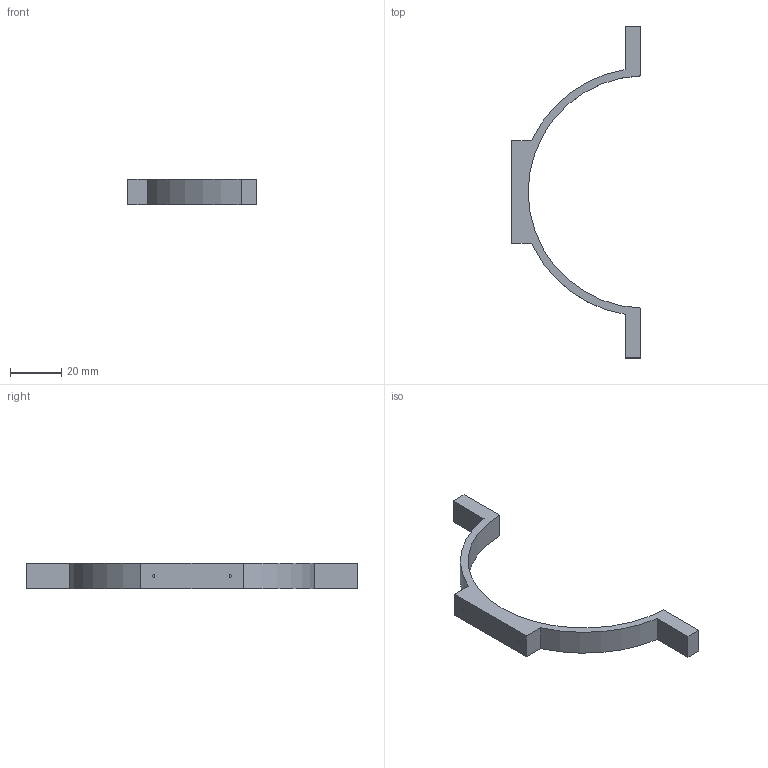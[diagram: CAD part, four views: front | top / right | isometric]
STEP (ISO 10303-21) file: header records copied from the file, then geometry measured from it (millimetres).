
FILE_DESCRIPTION(('FreeCAD Model'),'2;1');
FILE_NAME('Open CASCADE Shape Model','2023-06-23T10:55:01',(''),(''), 'Open CASCADE STEP processor 7.6','FreeCAD','Unknown');
FILE_SCHEMA(('AUTOMOTIVE_DESIGN { 1 0 10303 214 1 1 1 1 }'));
Length unit declared in the file: millimetre
Products named in the file (1): TopMiddel1
Bounding box: 50.5 x 130 x 10 mm (x, y, z)
Volume: 8284.8 mm3; surface area: 5516.9 mm2
Topology: 1 solids, 2 shells, 23 faces, 48 edges, 32 vertices
Faces by surface type: plane 16, cylinder 7
Full cylindrical faces by diameter (mm): 1 x2, 1.5 x2
Entity records: 636 total; most frequent: DIRECTION 110, CARTESIAN_POINT 104, ORIENTED_EDGE 96, EDGE_CURVE 48, AXIS2_PLACEMENT_3D 38, LINE 34, VECTOR 34, VERTEX_POINT 32
